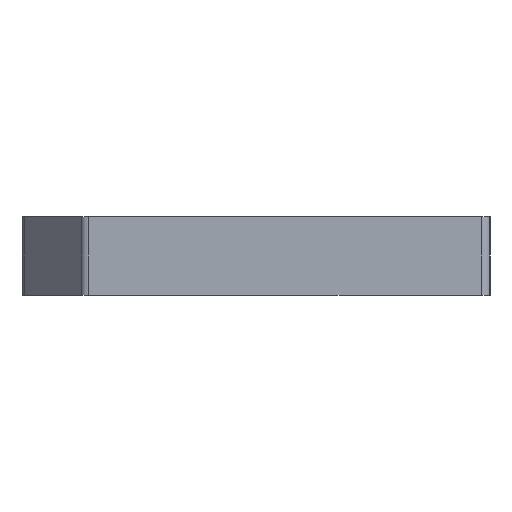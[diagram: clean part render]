
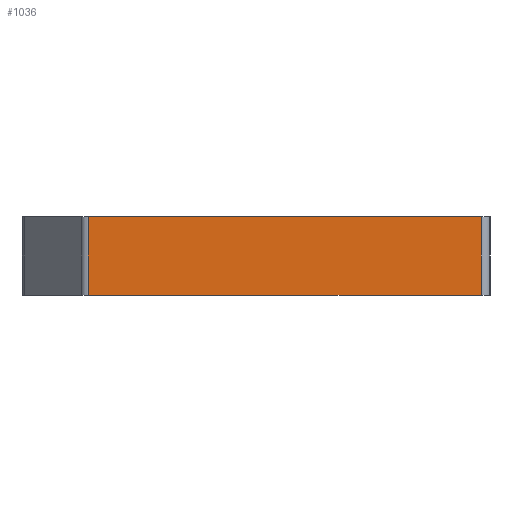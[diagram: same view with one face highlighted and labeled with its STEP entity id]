
A CAD part, left-side view. The second image highlights one B-rep face of the part: STEP entity #1036.
In plain terms, the highlighted planar face has unit normal (-1, 0, 0).
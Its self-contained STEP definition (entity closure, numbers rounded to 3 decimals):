
#61=PLANE('',#1140);
#110=FACE_OUTER_BOUND('',#180,.T.);
#180=EDGE_LOOP('',(#891,#892,#893,#894));
#255=LINE('',#1609,#359);
#260=LINE('',#1621,#364);
#279=LINE('',#1684,#383);
#280=LINE('',#1686,#384);
#359=VECTOR('',#1314,10.);
#364=VECTOR('',#1325,10.);
#383=VECTOR('',#1384,10.);
#384=VECTOR('',#1387,10.);
#500=VERTEX_POINT('',#1606);
#501=VERTEX_POINT('',#1608);
#505=VERTEX_POINT('',#1620);
#528=VERTEX_POINT('',#1680);
#620=EDGE_CURVE('',#500,#501,#255,.T.);
#626=EDGE_CURVE('',#501,#505,#260,.T.);
#658=EDGE_CURVE('',#505,#528,#279,.T.);
#659=EDGE_CURVE('',#528,#500,#280,.T.);
#891=ORIENTED_EDGE('',*,*,#620,.F.);
#892=ORIENTED_EDGE('',*,*,#659,.F.);
#893=ORIENTED_EDGE('',*,*,#658,.F.);
#894=ORIENTED_EDGE('',*,*,#626,.F.);
#1036=ADVANCED_FACE('',(#110),#61,.T.);
#1140=AXIS2_PLACEMENT_3D('',#1685,#1385,#1386);
#1314=DIRECTION('',(0.,0.,-1.));
#1325=DIRECTION('',(0.,1.,0.));
#1384=DIRECTION('',(0.,0.,1.));
#1385=DIRECTION('center_axis',(-1.,0.,0.));
#1386=DIRECTION('ref_axis',(0.,-1.,0.));
#1387=DIRECTION('',(0.,-1.,0.));
#1606=CARTESIAN_POINT('',(-10.,-72.,27.));
#1608=CARTESIAN_POINT('',(-10.,-72.,0.));
#1609=CARTESIAN_POINT('',(-10.,-72.,0.));
#1620=CARTESIAN_POINT('',(-10.,63.601,0.));
#1621=CARTESIAN_POINT('',(-10.,-75.,0.));
#1680=CARTESIAN_POINT('',(-10.,63.601,27.));
#1684=CARTESIAN_POINT('',(-10.,63.601,0.));
#1685=CARTESIAN_POINT('Origin',(-10.,65.,0.));
#1686=CARTESIAN_POINT('',(-10.,-75.,27.));
